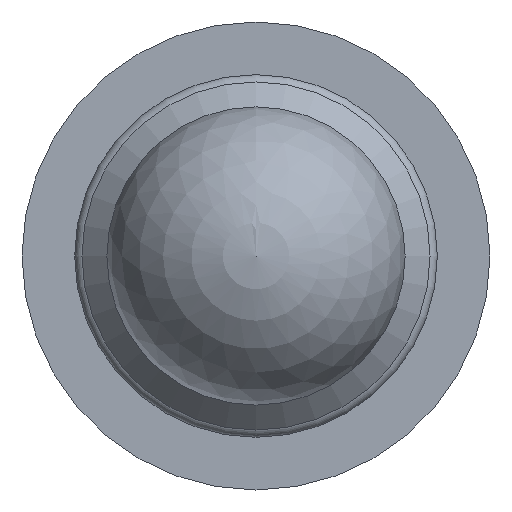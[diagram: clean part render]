
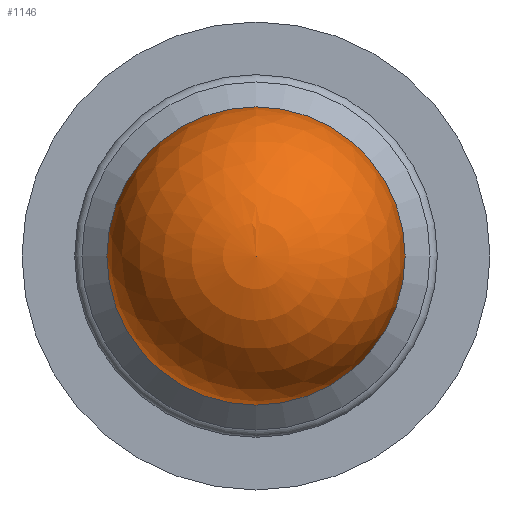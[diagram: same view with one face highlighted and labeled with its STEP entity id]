
A CAD part, front view. The second image highlights one B-rep face of the part: STEP entity #1146.
In plain terms, the highlighted spherical face has radius 12.75 mm.
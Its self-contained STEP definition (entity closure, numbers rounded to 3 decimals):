
#22=SPHERICAL_SURFACE('',#1324,12.75);
#154=FACE_OUTER_BOUND('',#253,.T.);
#253=EDGE_LOOP('',(#923,#924,#925,#926));
#426=CIRCLE('',#1322,12.75);
#427=CIRCLE('',#1323,12.75);
#428=CIRCLE('',#1325,12.75);
#525=VERTEX_POINT('',#2028);
#526=VERTEX_POINT('',#2029);
#527=VERTEX_POINT('',#2034);
#659=EDGE_CURVE('',#525,#526,#426,.T.);
#661=EDGE_CURVE('',#526,#525,#427,.T.);
#662=EDGE_CURVE('',#526,#527,#428,.T.);
#923=ORIENTED_EDGE('',*,*,#659,.T.);
#924=ORIENTED_EDGE('',*,*,#662,.T.);
#925=ORIENTED_EDGE('',*,*,#662,.F.);
#926=ORIENTED_EDGE('',*,*,#661,.T.);
#1146=ADVANCED_FACE('',(#154),#22,.T.);
#1322=AXIS2_PLACEMENT_3D('',#2030,#1675,#1676);
#1323=AXIS2_PLACEMENT_3D('',#2032,#1678,#1679);
#1324=AXIS2_PLACEMENT_3D('',#2033,#1680,#1681);
#1325=AXIS2_PLACEMENT_3D('',#2035,#1682,#1683);
#1675=DIRECTION('center_axis',(0.,-1.,0.));
#1676=DIRECTION('ref_axis',(1.,0.,0.));
#1678=DIRECTION('center_axis',(0.,-1.,0.));
#1679=DIRECTION('ref_axis',(1.,0.,0.));
#1680=DIRECTION('center_axis',(0.,1.,0.));
#1681=DIRECTION('ref_axis',(0.,0.,-1.));
#1682=DIRECTION('center_axis',(1.,0.,0.));
#1683=DIRECTION('ref_axis',(0.,0.,1.));
#2028=CARTESIAN_POINT('',(-12.75,12.75,0.));
#2029=CARTESIAN_POINT('',(0.,12.75,12.75));
#2030=CARTESIAN_POINT('Origin',(0.,12.75,0.));
#2032=CARTESIAN_POINT('Origin',(0.,12.75,0.));
#2033=CARTESIAN_POINT('Origin',(0.,12.75,0.));
#2034=CARTESIAN_POINT('',(0.,0.,0.));
#2035=CARTESIAN_POINT('Origin',(0.,12.75,0.));
